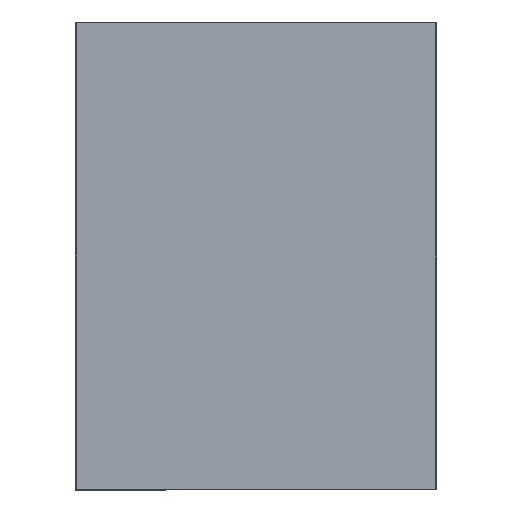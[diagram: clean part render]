
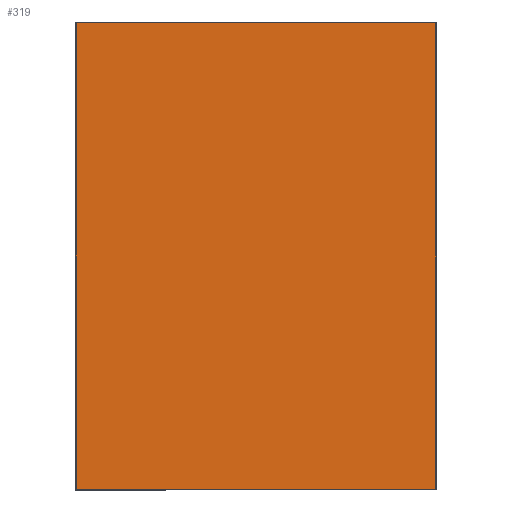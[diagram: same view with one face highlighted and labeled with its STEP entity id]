
A CAD part, left-side view. The second image highlights one B-rep face of the part: STEP entity #319.
In plain terms, the highlighted planar face has unit normal (-1, 0, 0).
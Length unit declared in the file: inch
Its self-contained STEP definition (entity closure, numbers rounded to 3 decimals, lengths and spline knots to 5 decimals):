
#150 = CARTESIAN_POINT ( 'NONE',  ( -10.45, -2.31811, 0. ) ) ;
#276 = FACE_OUTER_BOUND ( 'NONE', #1457, .T. ) ;
#319 = ADVANCED_FACE ( 'NONE', ( #276 ), #342, .F. ) ;
#342 = PLANE ( 'NONE',  #412 ) ;
#344 = DIRECTION ( 'NONE',  ( 0., 1., 0. ) ) ;
#389 = EDGE_CURVE ( 'NONE', #582, #1485, #1096, .T. ) ;
#412 = AXIS2_PLACEMENT_3D ( 'NONE', #938, #587, #1543 ) ;
#432 = VECTOR ( 'NONE', #1032, 39.37008 ) ;
#488 = VERTEX_POINT ( 'NONE', #745 ) ;
#576 = LINE ( 'NONE', #761, #1501 ) ;
#582 = VERTEX_POINT ( 'NONE', #1106 ) ;
#587 = DIRECTION ( 'NONE',  ( 1., 0., 0. ) ) ;
#597 = CARTESIAN_POINT ( 'NONE',  ( -10.45, -2.31811, 3.00864 ) ) ;
#631 = ORIENTED_EDGE ( 'NONE', *, *, #1280, .T. ) ;
#641 = LINE ( 'NONE', #911, #432 ) ;
#721 = VECTOR ( 'NONE', #344, 39.37008 ) ;
#745 = CARTESIAN_POINT ( 'NONE',  ( -10.45, 2.31811, 3.00864 ) ) ;
#761 = CARTESIAN_POINT ( 'NONE',  ( -10.45, 2.31811, 0. ) ) ;
#787 = ORIENTED_EDGE ( 'NONE', *, *, #1166, .T. ) ;
#878 = EDGE_CURVE ( 'NONE', #1485, #488, #1445, .T. ) ;
#911 = CARTESIAN_POINT ( 'NONE',  ( -10.45, 0., -3.00864 ) ) ;
#937 = CARTESIAN_POINT ( 'NONE',  ( -10.45, 0., 3.00864 ) ) ;
#938 = CARTESIAN_POINT ( 'NONE',  ( -10.45, 0., 0. ) ) ;
#949 = VECTOR ( 'NONE', #1212, 39.37008 ) ;
#1007 = DIRECTION ( 'NONE',  ( 0., 0., -1. ) ) ;
#1018 = ORIENTED_EDGE ( 'NONE', *, *, #389, .T. ) ;
#1032 = DIRECTION ( 'NONE',  ( 0., -1., 0. ) ) ;
#1096 = LINE ( 'NONE', #150, #949 ) ;
#1106 = CARTESIAN_POINT ( 'NONE',  ( -10.45, -2.31811, -3.00864 ) ) ;
#1112 = ORIENTED_EDGE ( 'NONE', *, *, #878, .T. ) ;
#1166 = EDGE_CURVE ( 'NONE', #488, #1341, #576, .T. ) ;
#1212 = DIRECTION ( 'NONE',  ( 0., 0., 1. ) ) ;
#1280 = EDGE_CURVE ( 'NONE', #1341, #582, #641, .T. ) ;
#1341 = VERTEX_POINT ( 'NONE', #1427 ) ;
#1427 = CARTESIAN_POINT ( 'NONE',  ( -10.45, 2.31811, -3.00864 ) ) ;
#1445 = LINE ( 'NONE', #937, #721 ) ;
#1457 = EDGE_LOOP ( 'NONE', ( #1018, #1112, #787, #631 ) ) ;
#1485 = VERTEX_POINT ( 'NONE', #597 ) ;
#1501 = VECTOR ( 'NONE', #1007, 39.37008 ) ;
#1543 = DIRECTION ( 'NONE',  ( 0., 0., -1. ) ) ;
